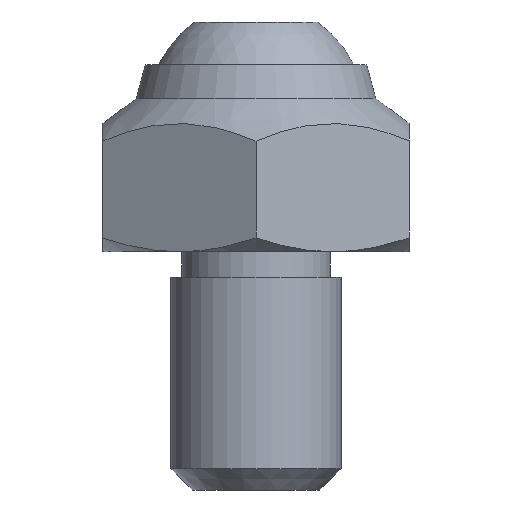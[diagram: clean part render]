
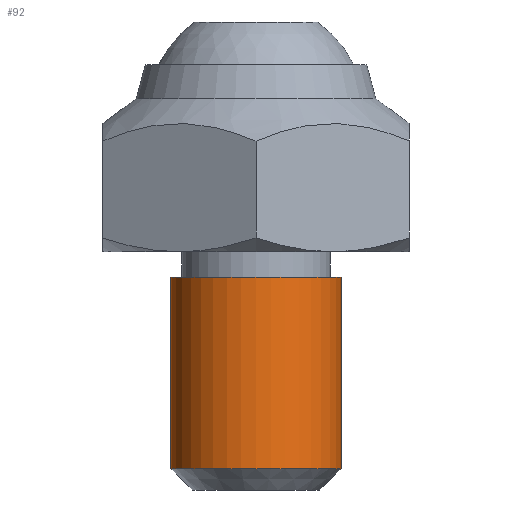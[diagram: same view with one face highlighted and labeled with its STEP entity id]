
A CAD part, front view. The second image highlights one B-rep face of the part: STEP entity #92.
In plain terms, the highlighted cylindrical face has radius 10 mm (diameter 20 mm), a full revolution.
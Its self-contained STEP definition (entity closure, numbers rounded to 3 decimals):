
#92 = ADVANCED_FACE( '', ( #139, #140 ), #141, .T. );
#139 = FACE_OUTER_BOUND( '', #194, .T. );
#140 = FACE_OUTER_BOUND( '', #195, .T. );
#141 = CYLINDRICAL_SURFACE( '', #196, 10. );
#194 = EDGE_LOOP( '', ( #325 ) );
#195 = EDGE_LOOP( '', ( #326 ) );
#196 = AXIS2_PLACEMENT_3D( '', #327, #328, #329 );
#325 = ORIENTED_EDGE( '', *, *, #364, .T. );
#326 = ORIENTED_EDGE( '', *, *, #393, .T. );
#327 = CARTESIAN_POINT( '', ( 0., 0., -28. ) );
#328 = DIRECTION( '', ( 0., 0., -1. ) );
#329 = DIRECTION( '', ( 1., 0., 0. ) );
#364 = EDGE_CURVE( '', #411, #411, #412, .T. );
#393 = EDGE_CURVE( '', #457, #457, #458, .T. );
#411 = VERTEX_POINT( '', #477 );
#412 = CIRCLE( '', #478, 10. );
#457 = VERTEX_POINT( '', #707 );
#458 = CIRCLE( '', #708, 10. );
#477 = CARTESIAN_POINT( '', ( 10., 0., -25.5 ) );
#478 = AXIS2_PLACEMENT_3D( '', #735, #736, #737 );
#707 = CARTESIAN_POINT( '', ( -10., 0., -3. ) );
#708 = AXIS2_PLACEMENT_3D( '', #756, #757, #758 );
#735 = CARTESIAN_POINT( '', ( 0., 0., -25.5 ) );
#736 = DIRECTION( '', ( 0., 0., 1. ) );
#737 = DIRECTION( '', ( 1., 0., 0. ) );
#756 = CARTESIAN_POINT( '', ( 0., 0., -3. ) );
#757 = DIRECTION( '', ( 0., 0., -1. ) );
#758 = DIRECTION( '', ( -1., 0., 0. ) );
